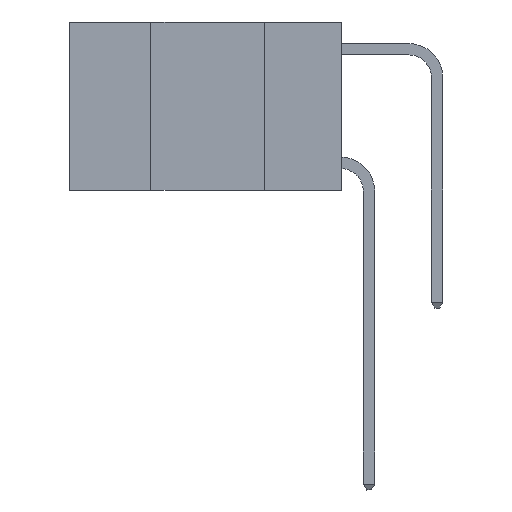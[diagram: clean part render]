
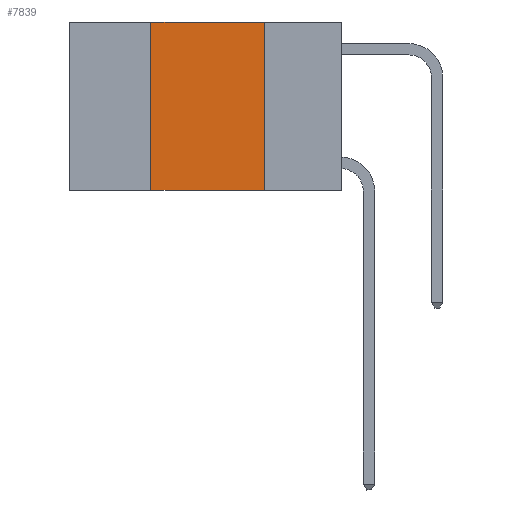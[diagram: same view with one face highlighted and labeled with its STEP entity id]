
A CAD part, left-side view. The second image highlights one B-rep face of the part: STEP entity #7839.
In plain terms, the highlighted planar face has unit normal (-1, 0, 0).
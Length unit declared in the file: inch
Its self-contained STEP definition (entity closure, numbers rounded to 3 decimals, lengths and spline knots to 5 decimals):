
#202 = PLANE ( 'NONE',  #10597 ) ;
#264 = EDGE_CURVE ( 'NONE', #10134, #7557, #3066, .T. ) ;
#451 = DIRECTION ( 'NONE',  ( 0., -1., 0. ) ) ;
#684 = DIRECTION ( 'NONE',  ( 0., 0., 1. ) ) ;
#950 = LINE ( 'NONE', #10060, #5120 ) ;
#1694 = CARTESIAN_POINT ( 'NONE',  ( 0., 0.42, -0.37 ) ) ;
#1924 = ORIENTED_EDGE ( 'NONE', *, *, #5160, .F. ) ;
#2652 = CARTESIAN_POINT ( 'NONE',  ( 0., 0.42, 0. ) ) ;
#3066 = LINE ( 'NONE', #4096, #9841 ) ;
#3079 = VERTEX_POINT ( 'NONE', #6916 ) ;
#3432 = DIRECTION ( 'NONE',  ( 0., 0., -1. ) ) ;
#3601 = ORIENTED_EDGE ( 'NONE', *, *, #264, .F. ) ;
#3643 = EDGE_CURVE ( 'NONE', #3079, #8849, #950, .T. ) ;
#3978 = ORIENTED_EDGE ( 'NONE', *, *, #3643, .F. ) ;
#4096 = CARTESIAN_POINT ( 'NONE',  ( 0., 0.42, 0. ) ) ;
#4852 = FACE_OUTER_BOUND ( 'NONE', #6108, .T. ) ;
#5120 = VECTOR ( 'NONE', #10116, 39.37008 ) ;
#5151 = DIRECTION ( 'NONE',  ( 0., -1., 0. ) ) ;
#5160 = EDGE_CURVE ( 'NONE', #7557, #3079, #9345, .T. ) ;
#5162 = CARTESIAN_POINT ( 'NONE',  ( 0., 0.6, 0. ) ) ;
#5861 = CARTESIAN_POINT ( 'NONE',  ( 0., 0.6, 0. ) ) ;
#6108 = EDGE_LOOP ( 'NONE', ( #3978, #1924, #3601, #9547 ) ) ;
#6662 = CARTESIAN_POINT ( 'NONE',  ( 0., 0.17, -0.37 ) ) ;
#6916 = CARTESIAN_POINT ( 'NONE',  ( 0., 0.17, 0. ) ) ;
#7220 = EDGE_CURVE ( 'NONE', #10134, #8849, #10115, .T. ) ;
#7557 = VERTEX_POINT ( 'NONE', #2652 ) ;
#7839 = ADVANCED_FACE ( 'NONE', ( #4852 ), #202, .F. ) ;
#8141 = DIRECTION ( 'NONE',  ( 1., 0., 0. ) ) ;
#8849 = VERTEX_POINT ( 'NONE', #6662 ) ;
#9217 = VECTOR ( 'NONE', #5151, 39.37008 ) ;
#9345 = LINE ( 'NONE', #5861, #9217 ) ;
#9399 = CARTESIAN_POINT ( 'NONE',  ( 0., 0.6, -0.37 ) ) ;
#9547 = ORIENTED_EDGE ( 'NONE', *, *, #7220, .T. ) ;
#9841 = VECTOR ( 'NONE', #684, 39.37008 ) ;
#10060 = CARTESIAN_POINT ( 'NONE',  ( 0., 0.17, 0. ) ) ;
#10069 = VECTOR ( 'NONE', #451, 39.37008 ) ;
#10115 = LINE ( 'NONE', #9399, #10069 ) ;
#10116 = DIRECTION ( 'NONE',  ( 0., 0., -1. ) ) ;
#10134 = VERTEX_POINT ( 'NONE', #1694 ) ;
#10597 = AXIS2_PLACEMENT_3D ( 'NONE', #5162, #8141, #3432 ) ;
